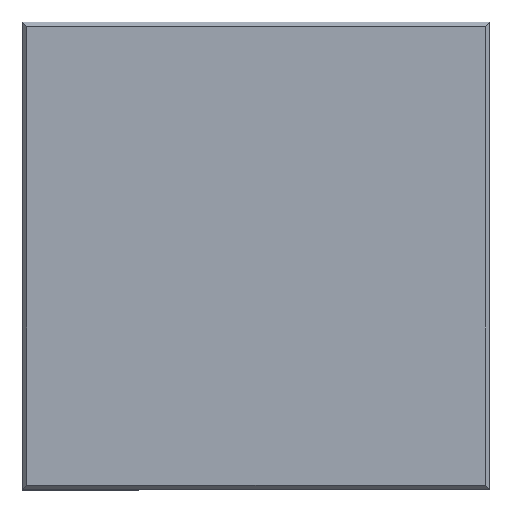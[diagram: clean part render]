
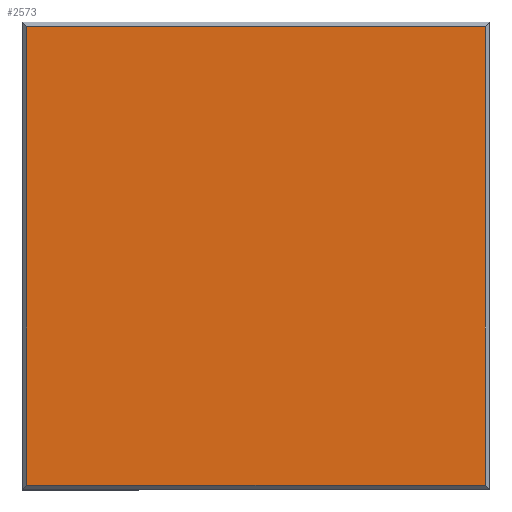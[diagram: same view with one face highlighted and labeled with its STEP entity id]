
A CAD part, top view. The second image highlights one B-rep face of the part: STEP entity #2573.
In plain terms, the highlighted planar face has unit normal (0, 0, 1).
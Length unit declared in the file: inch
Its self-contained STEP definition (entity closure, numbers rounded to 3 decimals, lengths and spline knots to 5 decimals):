
#2573 = ADVANCED_FACE ( 'NONE', ( #14184 ), #14152, .F. ) ;
#2574 = EDGE_LOOP ( 'NONE', ( #2575, #2579, #2582, #2585 ) ) ;
#2575 = ORIENTED_EDGE ( 'NONE', *, *, #2576, .T. ) ;
#2576 = EDGE_CURVE ( 'NONE', #2577, #2578, #14123, .T. ) ;
#2577 = VERTEX_POINT ( 'NONE', #14119 ) ;
#2578 = VERTEX_POINT ( 'NONE', #14118 ) ;
#2579 = ORIENTED_EDGE ( 'NONE', *, *, #2580, .T. ) ;
#2580 = EDGE_CURVE ( 'NONE', #2578, #2581, #14117, .T. ) ;
#2581 = VERTEX_POINT ( 'NONE', #14113 ) ;
#2582 = ORIENTED_EDGE ( 'NONE', *, *, #2583, .T. ) ;
#2583 = EDGE_CURVE ( 'NONE', #2581, #2584, #14112, .T. ) ;
#2584 = VERTEX_POINT ( 'NONE', #14108 ) ;
#2585 = ORIENTED_EDGE ( 'NONE', *, *, #2586, .T. ) ;
#2586 = EDGE_CURVE ( 'NONE', #2584, #2577, #14211, .T. ) ;
#14108 = CARTESIAN_POINT ( 'NONE',  ( 0.49016, 0.49016, 0.11811 ) ) ;
#14109 = DIRECTION ( 'NONE',  ( 0., 1., 0. ) ) ;
#14110 = VECTOR ( 'NONE', #14109, 39.37008 ) ;
#14111 = CARTESIAN_POINT ( 'NONE',  ( 0.49016, -0.5, 0.11811 ) ) ;
#14112 = LINE ( 'NONE', #14111, #14110 ) ;
#14113 = CARTESIAN_POINT ( 'NONE',  ( 0.49016, -0.49016, 0.11811 ) ) ;
#14114 = DIRECTION ( 'NONE',  ( 1., 0., 0. ) ) ;
#14115 = VECTOR ( 'NONE', #14114, 39.37008 ) ;
#14116 = CARTESIAN_POINT ( 'NONE',  ( -0.5, -0.49016, 0.11811 ) ) ;
#14117 = LINE ( 'NONE', #14116, #14115 ) ;
#14118 = CARTESIAN_POINT ( 'NONE',  ( -0.49016, -0.49016, 0.11811 ) ) ;
#14119 = CARTESIAN_POINT ( 'NONE',  ( -0.49016, 0.49016, 0.11811 ) ) ;
#14120 = DIRECTION ( 'NONE',  ( 0., -1., 0. ) ) ;
#14121 = VECTOR ( 'NONE', #14120, 39.37008 ) ;
#14122 = CARTESIAN_POINT ( 'NONE',  ( -0.49016, -0.5, 0.11811 ) ) ;
#14123 = LINE ( 'NONE', #14122, #14121 ) ;
#14124 = DIRECTION ( 'NONE',  ( -1., 0., 0. ) ) ;
#14125 = DIRECTION ( 'NONE',  ( 0., 0., -1. ) ) ;
#14126 = CARTESIAN_POINT ( 'NONE',  ( -0.5, -0.5, 0.11811 ) ) ;
#14152 = PLANE ( 'NONE',  #14153 ) ;
#14153 = AXIS2_PLACEMENT_3D ( 'NONE', #14126, #14125, #14124 ) ;
#14184 = FACE_OUTER_BOUND ( 'NONE', #2574, .T. ) ;
#14208 = DIRECTION ( 'NONE',  ( -1., 0., 0. ) ) ;
#14209 = VECTOR ( 'NONE', #14208, 39.37008 ) ;
#14210 = CARTESIAN_POINT ( 'NONE',  ( -0.5, 0.49016, 0.11811 ) ) ;
#14211 = LINE ( 'NONE', #14210, #14209 ) ;
